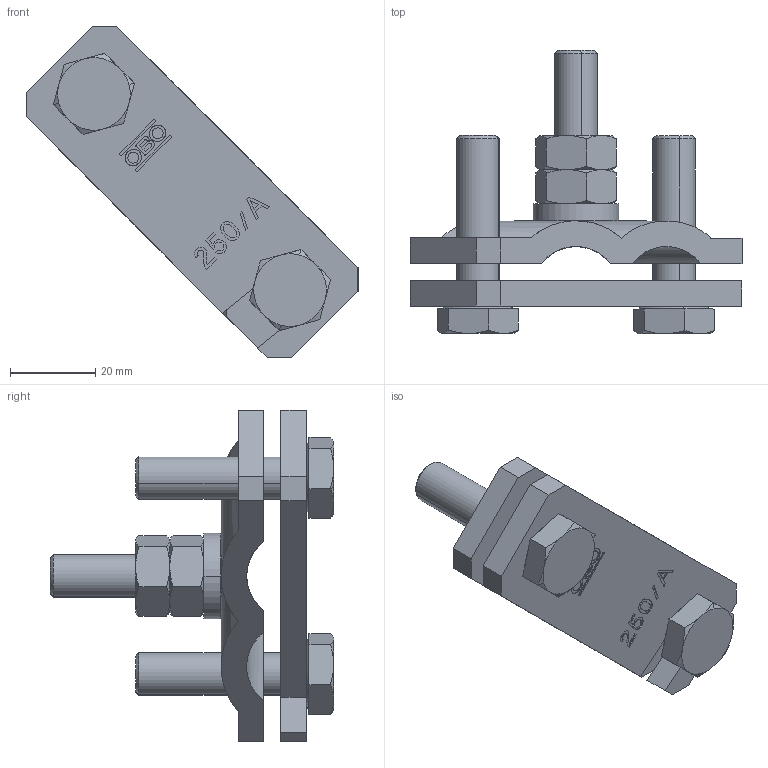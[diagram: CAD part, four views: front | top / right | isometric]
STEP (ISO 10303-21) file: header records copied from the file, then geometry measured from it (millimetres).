
FILE_DESCRIPTION((''),'2;1');
FILE_NAME('5313066_ASM','2012-08-15T',('AndreasKeweloh'),(''),'PRO/ENGINEER BY PARAMETRIC TECHNOLOGY CORPORATION, 2012130','PRO/ENGINEER BY PARAMETRIC TECHNOLOGY CORPORATION, 2012130','');
FILE_SCHEMA(('CONFIG_CONTROL_DESIGN'));
Length unit declared in the file: millimetre
Products named in the file (12): 5313066_M_10X40; 5313066UNTERTEIL; 5313066OBERTEIL; 5313066_KLEMME_ASM; 5313066GEWINDEBOLZEN; 5313066GEWINDEBOLZEN_ASM; 5313066MUTTER; 5MUTTER_ASM; 5313066MUTTER_1_ASM; 5313066SCHEIBE; 5313066SCHEIBE_ASM; 5313066_ASM
Assembly tree (13 placements, depth 3):
  5313066_ASM
    5313066_KLEMME_ASM
      5313066_M_10X40  x2
      5313066UNTERTEIL
      5313066OBERTEIL
    5313066GEWINDEBOLZEN_ASM
      5313066GEWINDEBOLZEN
    5MUTTER_ASM
      5313066MUTTER
    5313066MUTTER_1_ASM
      5313066MUTTER
    5313066SCHEIBE_ASM
      5313066SCHEIBE
Bounding box: 77.78 x 66.4 x 77.78 mm (x, y, z)
Volume: 45883.5 mm3; surface area: 21891.6 mm2
Topology: 8 solids, 8 shells, 411 faces, 1065 edges, 688 vertices
Faces by surface type: plane 296, cylinder 57, cone 50, extrusion 8
Entity records: 11605 total; most frequent: CARTESIAN_POINT 2424, ORIENTED_EDGE 1902, DIRECTION 1765, EDGE_CURVE 951, VECTOR 775, LINE 767, VERTEX_POINT 622, AXIS2_PLACEMENT_3D 495
